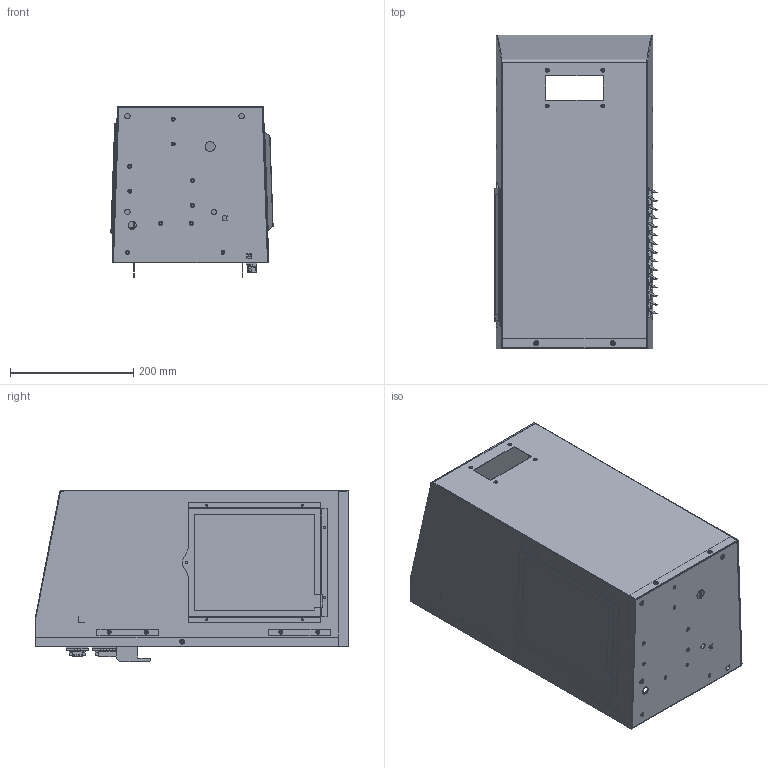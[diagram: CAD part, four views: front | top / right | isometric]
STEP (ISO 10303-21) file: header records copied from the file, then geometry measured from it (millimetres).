
FILE_DESCRIPTION (( 'STEP AP203' ), '1' );
FILE_NAME ('HEC0600AFR_ total system.STEP', '2020-02-17T07:25:40', ( '' ), ( '' ), 'SwSTEP 2.0', 'SolidWorks 2018', '' );
FILE_SCHEMA (( 'CONFIG_CONTROL_DESIGN' ));
Length unit declared in the file: millimetre
Products named in the file (19): CASE-C-R; HEC0600AFR_ total system; Filter; NUT-S-M6-1.0(0.89); EVA water tank part; 2esdvm-07p; 2ehdp-07p; Behind shell mix; M4X0_7-1 (0.8); CASE-C-L; Front shell; Filter shelf -square; NUT-S-M3-0.5; Behind shell; Front shell mix; 2esdvm-03p; Inner fold; 2EHDP-03P; 2esdvm mix
Assembly tree (45 placements, depth 3):
  HEC0600AFR_ total system
    Behind shell mix
      Behind shell
      Inner fold  x4
      Filter shelf -square
      NUT-S-M3-0.5  x4
      Filter
      M4X0_7-1 (0.8)
    Front shell mix
      Front shell
      M4X0_7-1 (0.8)  x7
      NUT-S-M3-0.5  x4
      NUT-S-M6-1.0(0.89)  x6
    EVA water tank part
      CASE-C-R
      CASE-C-L
      M4X0_7-1 (0.8)  x5
    2EHDP-03P
    2esdvm-03p
    2esdvm mix
      2ehdp-07p
      2esdvm-07p
Bounding box: 262.94 x 508 x 278 mm (x, y, z)
Volume: 728868.7 mm3; surface area: 1371489.5 mm2
Topology: 57 solids, 57 shells, 3382 faces, 8514 edges, 5419 vertices
Faces by surface type: plane 2096, cylinder 833, bspline 289, cone 164
Entity records: 105771 total; most frequent: CARTESIAN_POINT 29578, ORIENTED_EDGE 15672, DIRECTION 14111, EDGE_CURVE 7836, LINE 5665, VECTOR 5665, VERTEX_POINT 4987, AXIS2_PLACEMENT_3D 4223
